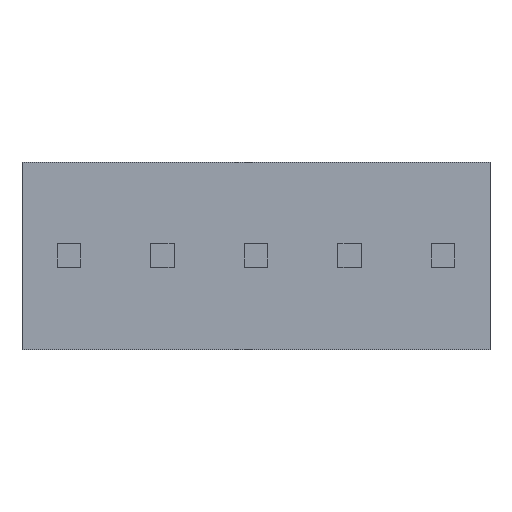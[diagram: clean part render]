
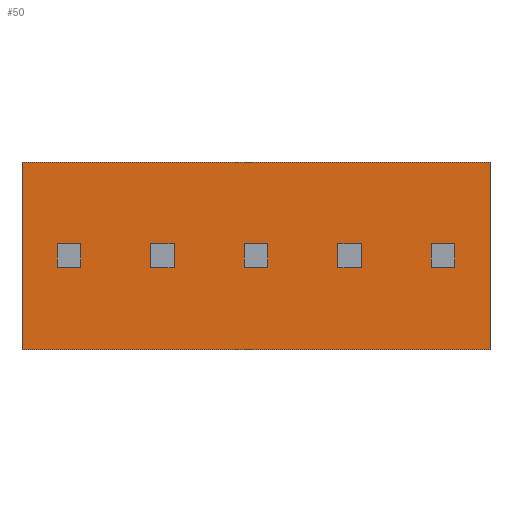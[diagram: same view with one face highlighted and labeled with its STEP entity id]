
A CAD part, top view. The second image highlights one B-rep face of the part: STEP entity #50.
In plain terms, the highlighted planar face has unit normal (0, 0, 1).
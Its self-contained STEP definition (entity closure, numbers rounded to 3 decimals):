
#50=ADVANCED_FACE('',(#117,#118,#119,#120,#121,#122),#123,.T.);
#117=FACE_OUTER_BOUND('',#251,.T.);
#118=FACE_BOUND('',#252,.T.);
#119=FACE_BOUND('',#253,.T.);
#120=FACE_BOUND('',#254,.T.);
#121=FACE_BOUND('',#255,.T.);
#122=FACE_BOUND('',#256,.T.);
#123=PLANE('',#257);
#251=EDGE_LOOP('',(#411,#412,#413,#414));
#252=EDGE_LOOP('',(#415,#416,#417,#418));
#253=EDGE_LOOP('',(#419,#420,#421,#422));
#254=EDGE_LOOP('',(#423,#424,#425,#426));
#255=EDGE_LOOP('',(#427,#428,#429,#430));
#256=EDGE_LOOP('',(#431,#432,#433,#434));
#257=AXIS2_PLACEMENT_3D('',#435,#436,#437);
#411=ORIENTED_EDGE('',*,*,#881,.T.);
#412=ORIENTED_EDGE('',*,*,#882,.F.);
#413=ORIENTED_EDGE('',*,*,#883,.F.);
#414=ORIENTED_EDGE('',*,*,#871,.T.);
#415=ORIENTED_EDGE('',*,*,#884,.T.);
#416=ORIENTED_EDGE('',*,*,#885,.F.);
#417=ORIENTED_EDGE('',*,*,#886,.F.);
#418=ORIENTED_EDGE('',*,*,#887,.T.);
#419=ORIENTED_EDGE('',*,*,#888,.T.);
#420=ORIENTED_EDGE('',*,*,#889,.F.);
#421=ORIENTED_EDGE('',*,*,#890,.F.);
#422=ORIENTED_EDGE('',*,*,#891,.T.);
#423=ORIENTED_EDGE('',*,*,#892,.T.);
#424=ORIENTED_EDGE('',*,*,#893,.F.);
#425=ORIENTED_EDGE('',*,*,#894,.F.);
#426=ORIENTED_EDGE('',*,*,#895,.T.);
#427=ORIENTED_EDGE('',*,*,#896,.T.);
#428=ORIENTED_EDGE('',*,*,#897,.F.);
#429=ORIENTED_EDGE('',*,*,#898,.F.);
#430=ORIENTED_EDGE('',*,*,#899,.T.);
#431=ORIENTED_EDGE('',*,*,#900,.T.);
#432=ORIENTED_EDGE('',*,*,#901,.F.);
#433=ORIENTED_EDGE('',*,*,#902,.F.);
#434=ORIENTED_EDGE('',*,*,#903,.T.);
#435=CARTESIAN_POINT('',(-6.35,2.54,0.0));
#436=DIRECTION('',(0.0,0.0,1.0));
#437=DIRECTION('',(1.0,0.0,0.0));
#871=EDGE_CURVE('',#1029,#1030,#1031,.T.);
#881=EDGE_CURVE('',#1030,#1045,#1047,.T.);
#882=EDGE_CURVE('',#1048,#1045,#1049,.T.);
#883=EDGE_CURVE('',#1029,#1048,#1050,.T.);
#884=EDGE_CURVE('',#1051,#1052,#1053,.T.);
#885=EDGE_CURVE('',#1054,#1052,#1055,.T.);
#886=EDGE_CURVE('',#1056,#1054,#1057,.T.);
#887=EDGE_CURVE('',#1056,#1051,#1058,.T.);
#888=EDGE_CURVE('',#1059,#1060,#1061,.T.);
#889=EDGE_CURVE('',#1062,#1060,#1063,.T.);
#890=EDGE_CURVE('',#1064,#1062,#1065,.T.);
#891=EDGE_CURVE('',#1064,#1059,#1066,.T.);
#892=EDGE_CURVE('',#1067,#1068,#1069,.T.);
#893=EDGE_CURVE('',#1070,#1068,#1071,.T.);
#894=EDGE_CURVE('',#1072,#1070,#1073,.T.);
#895=EDGE_CURVE('',#1072,#1067,#1074,.T.);
#896=EDGE_CURVE('',#1075,#1076,#1077,.T.);
#897=EDGE_CURVE('',#1078,#1076,#1079,.T.);
#898=EDGE_CURVE('',#1080,#1078,#1081,.T.);
#899=EDGE_CURVE('',#1080,#1075,#1082,.T.);
#900=EDGE_CURVE('',#1083,#1084,#1085,.T.);
#901=EDGE_CURVE('',#1086,#1084,#1087,.T.);
#902=EDGE_CURVE('',#1088,#1086,#1089,.T.);
#903=EDGE_CURVE('',#1088,#1083,#1090,.T.);
#1029=VERTEX_POINT('',#1283);
#1030=VERTEX_POINT('',#1284);
#1031=LINE('',#1285,#1286);
#1045=VERTEX_POINT('',#1306);
#1047=LINE('',#1309,#1310);
#1048=VERTEX_POINT('',#1311);
#1049=LINE('',#1312,#1313);
#1050=LINE('',#1314,#1315);
#1051=VERTEX_POINT('',#1316);
#1052=VERTEX_POINT('',#1317);
#1053=LINE('',#1318,#1319);
#1054=VERTEX_POINT('',#1320);
#1055=LINE('',#1321,#1322);
#1056=VERTEX_POINT('',#1323);
#1057=LINE('',#1324,#1325);
#1058=LINE('',#1326,#1327);
#1059=VERTEX_POINT('',#1328);
#1060=VERTEX_POINT('',#1329);
#1061=LINE('',#1330,#1331);
#1062=VERTEX_POINT('',#1332);
#1063=LINE('',#1333,#1334);
#1064=VERTEX_POINT('',#1335);
#1065=LINE('',#1336,#1337);
#1066=LINE('',#1338,#1339);
#1067=VERTEX_POINT('',#1340);
#1068=VERTEX_POINT('',#1341);
#1069=LINE('',#1342,#1343);
#1070=VERTEX_POINT('',#1344);
#1071=LINE('',#1345,#1346);
#1072=VERTEX_POINT('',#1347);
#1073=LINE('',#1348,#1349);
#1074=LINE('',#1350,#1351);
#1075=VERTEX_POINT('',#1352);
#1076=VERTEX_POINT('',#1353);
#1077=LINE('',#1354,#1355);
#1078=VERTEX_POINT('',#1356);
#1079=LINE('',#1357,#1358);
#1080=VERTEX_POINT('',#1359);
#1081=LINE('',#1360,#1361);
#1082=LINE('',#1362,#1363);
#1083=VERTEX_POINT('',#1364);
#1084=VERTEX_POINT('',#1365);
#1085=LINE('',#1366,#1367);
#1086=VERTEX_POINT('',#1368);
#1087=LINE('',#1369,#1370);
#1088=VERTEX_POINT('',#1371);
#1089=LINE('',#1372,#1373);
#1090=LINE('',#1374,#1375);
#1283=CARTESIAN_POINT('',(-6.35,2.54,0.0));
#1284=CARTESIAN_POINT('',(-6.35,-2.54,0.0));
#1285=CARTESIAN_POINT('',(-6.35,2.54,0.0));
#1286=VECTOR('',#1671,5.08);
#1306=CARTESIAN_POINT('',(6.35,-2.54,0.0));
#1309=CARTESIAN_POINT('',(-6.35,-2.54,0.0));
#1310=VECTOR('',#1685,12.7);
#1311=CARTESIAN_POINT('',(6.35,2.54,0.0));
#1312=CARTESIAN_POINT('',(6.35,2.54,0.0));
#1313=VECTOR('',#1686,5.08);
#1314=CARTESIAN_POINT('',(-6.35,2.54,0.0));
#1315=VECTOR('',#1687,12.7);
#1316=CARTESIAN_POINT('',(4.763,-0.318,0.0));
#1317=CARTESIAN_POINT('',(4.763,0.318,0.0));
#1318=CARTESIAN_POINT('',(4.763,-0.318,0.0));
#1319=VECTOR('',#1688,0.635);
#1320=CARTESIAN_POINT('',(5.398,0.318,0.0));
#1321=CARTESIAN_POINT('',(5.398,0.318,0.0));
#1322=VECTOR('',#1689,0.635);
#1323=CARTESIAN_POINT('',(5.398,-0.318,0.0));
#1324=CARTESIAN_POINT('',(5.398,-0.318,0.0));
#1325=VECTOR('',#1690,0.635);
#1326=CARTESIAN_POINT('',(5.398,-0.318,0.0));
#1327=VECTOR('',#1691,0.635);
#1328=CARTESIAN_POINT('',(2.223,-0.318,0.0));
#1329=CARTESIAN_POINT('',(2.223,0.318,0.0));
#1330=CARTESIAN_POINT('',(2.223,-0.318,0.0));
#1331=VECTOR('',#1692,0.635);
#1332=CARTESIAN_POINT('',(2.858,0.318,0.0));
#1333=CARTESIAN_POINT('',(2.858,0.318,0.0));
#1334=VECTOR('',#1693,0.635);
#1335=CARTESIAN_POINT('',(2.858,-0.318,0.0));
#1336=CARTESIAN_POINT('',(2.858,-0.318,0.0));
#1337=VECTOR('',#1694,0.635);
#1338=CARTESIAN_POINT('',(2.858,-0.318,0.0));
#1339=VECTOR('',#1695,0.635);
#1340=CARTESIAN_POINT('',(-0.318,-0.318,0.0));
#1341=CARTESIAN_POINT('',(-0.318,0.318,0.0));
#1342=CARTESIAN_POINT('',(-0.318,-0.318,0.0));
#1343=VECTOR('',#1696,0.635);
#1344=CARTESIAN_POINT('',(0.318,0.318,0.0));
#1345=CARTESIAN_POINT('',(0.318,0.318,0.0));
#1346=VECTOR('',#1697,0.635);
#1347=CARTESIAN_POINT('',(0.318,-0.318,0.0));
#1348=CARTESIAN_POINT('',(0.318,-0.318,0.0));
#1349=VECTOR('',#1698,0.635);
#1350=CARTESIAN_POINT('',(0.318,-0.318,0.0));
#1351=VECTOR('',#1699,0.635);
#1352=CARTESIAN_POINT('',(-2.858,-0.318,0.0));
#1353=CARTESIAN_POINT('',(-2.858,0.318,0.0));
#1354=CARTESIAN_POINT('',(-2.858,-0.318,0.0));
#1355=VECTOR('',#1700,0.635);
#1356=CARTESIAN_POINT('',(-2.223,0.318,0.0));
#1357=CARTESIAN_POINT('',(-2.223,0.318,0.0));
#1358=VECTOR('',#1701,0.635);
#1359=CARTESIAN_POINT('',(-2.223,-0.318,0.0));
#1360=CARTESIAN_POINT('',(-2.223,-0.318,0.0));
#1361=VECTOR('',#1702,0.635);
#1362=CARTESIAN_POINT('',(-2.223,-0.318,0.0));
#1363=VECTOR('',#1703,0.635);
#1364=CARTESIAN_POINT('',(-5.398,-0.318,0.0));
#1365=CARTESIAN_POINT('',(-5.398,0.318,0.0));
#1366=CARTESIAN_POINT('',(-5.398,-0.318,0.0));
#1367=VECTOR('',#1704,0.635);
#1368=CARTESIAN_POINT('',(-4.763,0.318,0.0));
#1369=CARTESIAN_POINT('',(-4.763,0.318,0.0));
#1370=VECTOR('',#1705,0.635);
#1371=CARTESIAN_POINT('',(-4.763,-0.318,0.0));
#1372=CARTESIAN_POINT('',(-4.763,-0.318,0.0));
#1373=VECTOR('',#1706,0.635);
#1374=CARTESIAN_POINT('',(-4.763,-0.318,0.0));
#1375=VECTOR('',#1707,0.635);
#1671=DIRECTION('',(0.0,-1.0,0.0));
#1685=DIRECTION('',(1.0,0.0,0.0));
#1686=DIRECTION('',(0.0,-1.0,0.0));
#1687=DIRECTION('',(1.0,0.0,0.0));
#1688=DIRECTION('',(0.0,1.0,0.0));
#1689=DIRECTION('',(-1.0,0.0,0.0));
#1690=DIRECTION('',(0.0,1.0,0.0));
#1691=DIRECTION('',(-1.0,0.0,0.0));
#1692=DIRECTION('',(0.0,1.0,0.0));
#1693=DIRECTION('',(-1.0,0.0,0.0));
#1694=DIRECTION('',(0.0,1.0,0.0));
#1695=DIRECTION('',(-1.0,0.0,0.0));
#1696=DIRECTION('',(0.0,1.0,0.0));
#1697=DIRECTION('',(-1.0,0.0,0.0));
#1698=DIRECTION('',(0.0,1.0,0.0));
#1699=DIRECTION('',(-1.0,0.0,0.0));
#1700=DIRECTION('',(0.0,1.0,0.0));
#1701=DIRECTION('',(-1.0,0.0,0.0));
#1702=DIRECTION('',(0.0,1.0,0.0));
#1703=DIRECTION('',(-1.0,0.0,0.0));
#1704=DIRECTION('',(0.0,1.0,0.0));
#1705=DIRECTION('',(-1.0,0.0,0.0));
#1706=DIRECTION('',(0.0,1.0,0.0));
#1707=DIRECTION('',(-1.0,0.0,0.0));
